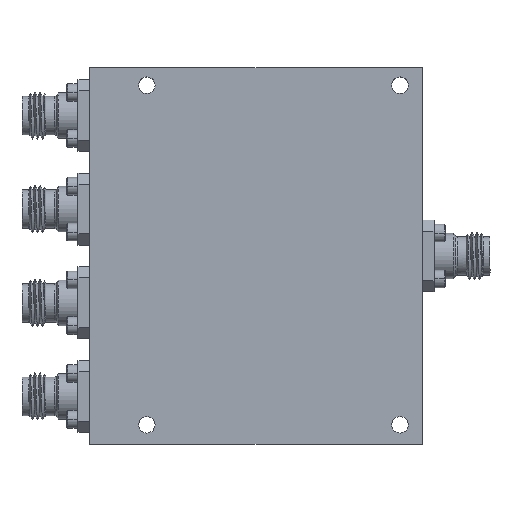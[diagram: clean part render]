
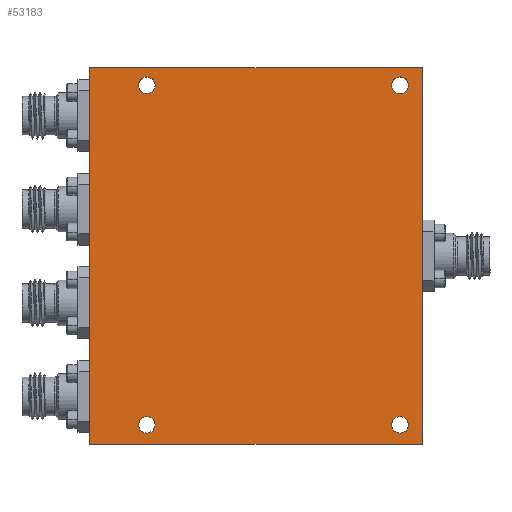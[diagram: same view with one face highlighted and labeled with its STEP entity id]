
A CAD part, top view. The second image highlights one B-rep face of the part: STEP entity #53183.
In plain terms, the highlighted planar face has unit normal (0, 0, 1).
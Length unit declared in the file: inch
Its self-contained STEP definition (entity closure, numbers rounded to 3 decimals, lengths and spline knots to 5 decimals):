
#326 = LINE ( 'NONE', #5591, #5798 ) ;
#1073 = DIRECTION ( 'NONE',  ( 1., 0., 0. ) ) ;
#1490 = EDGE_CURVE ( 'NONE', #6642, #36671, #47227, .T. ) ;
#2058 = EDGE_CURVE ( 'NONE', #10983, #62942, #47320, .T. ) ;
#2453 = CIRCLE ( 'NONE', #19131, 0.045 ) ;
#3308 = CARTESIAN_POINT ( 'NONE',  ( 0., 2.05, 0.39 ) ) ;
#5026 = EDGE_CURVE ( 'NONE', #10975, #11767, #5631, .T. ) ;
#5591 = CARTESIAN_POINT ( 'NONE',  ( 0., 0., 0.39 ) ) ;
#5631 = CIRCLE ( 'NONE', #69893, 0.045 ) ;
#5798 = VECTOR ( 'NONE', #64496, 39.37008 ) ;
#6642 = VERTEX_POINT ( 'NONE', #19100 ) ;
#9458 = CARTESIAN_POINT ( 'NONE',  ( 1.69, 1.955, 0.39 ) ) ;
#10102 = DIRECTION ( 'NONE',  ( 1., 0., 0. ) ) ;
#10975 = VERTEX_POINT ( 'NONE', #38549 ) ;
#10983 = VERTEX_POINT ( 'NONE', #67037 ) ;
#11767 = VERTEX_POINT ( 'NONE', #50781 ) ;
#11959 = CARTESIAN_POINT ( 'NONE',  ( 0., 0., 0.39 ) ) ;
#13195 = CARTESIAN_POINT ( 'NONE',  ( 0., 0., 0.39 ) ) ;
#13411 = DIRECTION ( 'NONE',  ( 1., 0., 0. ) ) ;
#13853 = EDGE_CURVE ( 'NONE', #17475, #47485, #18475, .T. ) ;
#14161 = ORIENTED_EDGE ( 'NONE', *, *, #63763, .F. ) ;
#14361 = CARTESIAN_POINT ( 'NONE',  ( 1.81, 0., 0.39 ) ) ;
#14397 = LINE ( 'NONE', #67515, #29740 ) ;
#15428 = EDGE_LOOP ( 'NONE', ( #49414, #36363 ) ) ;
#16759 = ORIENTED_EDGE ( 'NONE', *, *, #72875, .F. ) ;
#17150 = FACE_BOUND ( 'NONE', #44776, .T. ) ;
#17386 = CIRCLE ( 'NONE', #50034, 0.045 ) ;
#17475 = VERTEX_POINT ( 'NONE', #18427 ) ;
#18118 = DIRECTION ( 'NONE',  ( 0., 0., 1. ) ) ;
#18170 = CARTESIAN_POINT ( 'NONE',  ( 1.81, 0., 0.39 ) ) ;
#18427 = CARTESIAN_POINT ( 'NONE',  ( 1.735, 0.105, 0.39 ) ) ;
#18475 = CIRCLE ( 'NONE', #31993, 0.045 ) ;
#19100 = CARTESIAN_POINT ( 'NONE',  ( 1.735, 1.955, 0.39 ) ) ;
#19131 = AXIS2_PLACEMENT_3D ( 'NONE', #52587, #18118, #1073 ) ;
#19647 = CARTESIAN_POINT ( 'NONE',  ( 1.645, 0.105, 0.39 ) ) ;
#20619 = DIRECTION ( 'NONE',  ( 1., 0., 0. ) ) ;
#21170 = DIRECTION ( 'NONE',  ( 1., 0., 0. ) ) ;
#24628 = CARTESIAN_POINT ( 'NONE',  ( 1.69, 0.105, 0.39 ) ) ;
#26098 = CARTESIAN_POINT ( 'NONE',  ( 0.31, 0.105, 0.39 ) ) ;
#26860 = DIRECTION ( 'NONE',  ( 1., 0., 0. ) ) ;
#27795 = EDGE_CURVE ( 'NONE', #32531, #63705, #32026, .T. ) ;
#29451 = DIRECTION ( 'NONE',  ( -1., 0., 0. ) ) ;
#29569 = LINE ( 'NONE', #14361, #73256 ) ;
#29740 = VECTOR ( 'NONE', #10102, 39.37008 ) ;
#30208 = DIRECTION ( 'NONE',  ( 1., 0., 0. ) ) ;
#31728 = CIRCLE ( 'NONE', #49681, 0.045 ) ;
#31993 = AXIS2_PLACEMENT_3D ( 'NONE', #45993, #75191, #46236 ) ;
#32026 = CIRCLE ( 'NONE', #44563, 0.045 ) ;
#32277 = DIRECTION ( 'NONE',  ( 0., 0., 1. ) ) ;
#32531 = VERTEX_POINT ( 'NONE', #42248 ) ;
#35014 = EDGE_CURVE ( 'NONE', #63705, #32531, #2453, .T. ) ;
#35174 = FACE_BOUND ( 'NONE', #48392, .T. ) ;
#35554 = ORIENTED_EDGE ( 'NONE', *, *, #35014, .F. ) ;
#36220 = DIRECTION ( 'NONE',  ( 1., 0., 0. ) ) ;
#36363 = ORIENTED_EDGE ( 'NONE', *, *, #5026, .F. ) ;
#36671 = VERTEX_POINT ( 'NONE', #62171 ) ;
#37259 = DIRECTION ( 'NONE',  ( 1., 0., 0. ) ) ;
#37601 = ORIENTED_EDGE ( 'NONE', *, *, #71215, .F. ) ;
#38549 = CARTESIAN_POINT ( 'NONE',  ( 0.265, 1.955, 0.39 ) ) ;
#39968 = VECTOR ( 'NONE', #26860, 39.37008 ) ;
#40315 = CARTESIAN_POINT ( 'NONE',  ( 0.265, 0.105, 0.39 ) ) ;
#41073 = AXIS2_PLACEMENT_3D ( 'NONE', #11959, #53026, #29451 ) ;
#41741 = EDGE_CURVE ( 'NONE', #11767, #10975, #31728, .T. ) ;
#42238 = VERTEX_POINT ( 'NONE', #18170 ) ;
#42248 = CARTESIAN_POINT ( 'NONE',  ( 0.355, 0.105, 0.39 ) ) ;
#42757 = DIRECTION ( 'NONE',  ( 0., 0., 1. ) ) ;
#44563 = AXIS2_PLACEMENT_3D ( 'NONE', #26098, #49963, #37259 ) ;
#44776 = EDGE_LOOP ( 'NONE', ( #45372, #16759 ) ) ;
#45028 = EDGE_CURVE ( 'NONE', #42238, #62942, #29569, .T. ) ;
#45372 = ORIENTED_EDGE ( 'NONE', *, *, #1490, .F. ) ;
#45993 = CARTESIAN_POINT ( 'NONE',  ( 1.69, 0.105, 0.39 ) ) ;
#46236 = DIRECTION ( 'NONE',  ( 1., 0., 0. ) ) ;
#46332 = VERTEX_POINT ( 'NONE', #13195 ) ;
#46987 = FACE_BOUND ( 'NONE', #15428, .T. ) ;
#47194 = PLANE ( 'NONE',  #41073 ) ;
#47227 = CIRCLE ( 'NONE', #68649, 0.045 ) ;
#47320 = LINE ( 'NONE', #3308, #39968 ) ;
#47485 = VERTEX_POINT ( 'NONE', #19647 ) ;
#48392 = EDGE_LOOP ( 'NONE', ( #52465, #35554 ) ) ;
#49006 = CARTESIAN_POINT ( 'NONE',  ( 0.31, 1.955, 0.39 ) ) ;
#49414 = ORIENTED_EDGE ( 'NONE', *, *, #41741, .F. ) ;
#49511 = DIRECTION ( 'NONE',  ( 0., 0., 1. ) ) ;
#49681 = AXIS2_PLACEMENT_3D ( 'NONE', #58099, #64239, #36220 ) ;
#49963 = DIRECTION ( 'NONE',  ( 0., 0., 1. ) ) ;
#50034 = AXIS2_PLACEMENT_3D ( 'NONE', #24628, #70607, #30208 ) ;
#50781 = CARTESIAN_POINT ( 'NONE',  ( 0.355, 1.955, 0.39 ) ) ;
#51618 = AXIS2_PLACEMENT_3D ( 'NONE', #71787, #42757, #13411 ) ;
#51942 = EDGE_CURVE ( 'NONE', #46332, #42238, #14397, .T. ) ;
#52465 = ORIENTED_EDGE ( 'NONE', *, *, #27795, .F. ) ;
#52587 = CARTESIAN_POINT ( 'NONE',  ( 0.31, 0.105, 0.39 ) ) ;
#53026 = DIRECTION ( 'NONE',  ( 0., 0., -1. ) ) ;
#53183 = ADVANCED_FACE ( 'NONE', ( #17150, #46987, #35174, #74291, #62482 ), #47194, .F. ) ;
#54125 = ORIENTED_EDGE ( 'NONE', *, *, #2058, .F. ) ;
#55194 = DIRECTION ( 'NONE',  ( 0., 1., 0. ) ) ;
#55206 = EDGE_LOOP ( 'NONE', ( #14161, #72680, #69791, #54125 ) ) ;
#58099 = CARTESIAN_POINT ( 'NONE',  ( 0.31, 1.955, 0.39 ) ) ;
#58344 = CARTESIAN_POINT ( 'NONE',  ( 1.81, 2.05, 0.39 ) ) ;
#62171 = CARTESIAN_POINT ( 'NONE',  ( 1.645, 1.955, 0.39 ) ) ;
#62482 = FACE_OUTER_BOUND ( 'NONE', #55206, .T. ) ;
#62916 = EDGE_LOOP ( 'NONE', ( #67371, #37601 ) ) ;
#62942 = VERTEX_POINT ( 'NONE', #58344 ) ;
#63705 = VERTEX_POINT ( 'NONE', #40315 ) ;
#63763 = EDGE_CURVE ( 'NONE', #46332, #10983, #326, .T. ) ;
#64239 = DIRECTION ( 'NONE',  ( 0., 0., 1. ) ) ;
#64496 = DIRECTION ( 'NONE',  ( 0., 1., 0. ) ) ;
#67037 = CARTESIAN_POINT ( 'NONE',  ( 0., 2.05, 0.39 ) ) ;
#67371 = ORIENTED_EDGE ( 'NONE', *, *, #13853, .F. ) ;
#67515 = CARTESIAN_POINT ( 'NONE',  ( 0., 0., 0.39 ) ) ;
#68649 = AXIS2_PLACEMENT_3D ( 'NONE', #9458, #32277, #21170 ) ;
#69791 = ORIENTED_EDGE ( 'NONE', *, *, #45028, .T. ) ;
#69893 = AXIS2_PLACEMENT_3D ( 'NONE', #49006, #49511, #20619 ) ;
#70607 = DIRECTION ( 'NONE',  ( 0., 0., 1. ) ) ;
#71215 = EDGE_CURVE ( 'NONE', #47485, #17475, #17386, .T. ) ;
#71787 = CARTESIAN_POINT ( 'NONE',  ( 1.69, 1.955, 0.39 ) ) ;
#72680 = ORIENTED_EDGE ( 'NONE', *, *, #51942, .T. ) ;
#72736 = CIRCLE ( 'NONE', #51618, 0.045 ) ;
#72875 = EDGE_CURVE ( 'NONE', #36671, #6642, #72736, .T. ) ;
#73256 = VECTOR ( 'NONE', #55194, 39.37008 ) ;
#74291 = FACE_BOUND ( 'NONE', #62916, .T. ) ;
#75191 = DIRECTION ( 'NONE',  ( 0., 0., 1. ) ) ;
